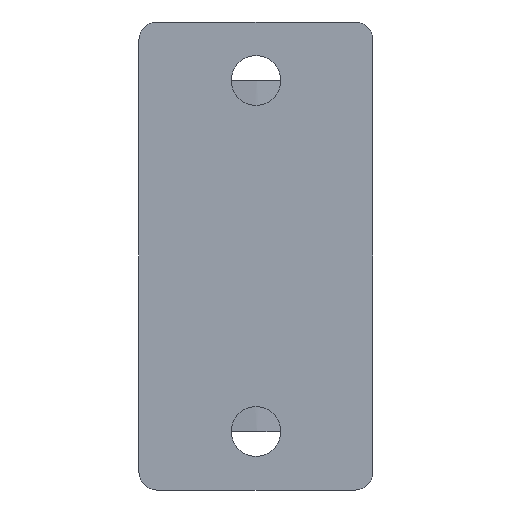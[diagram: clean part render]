
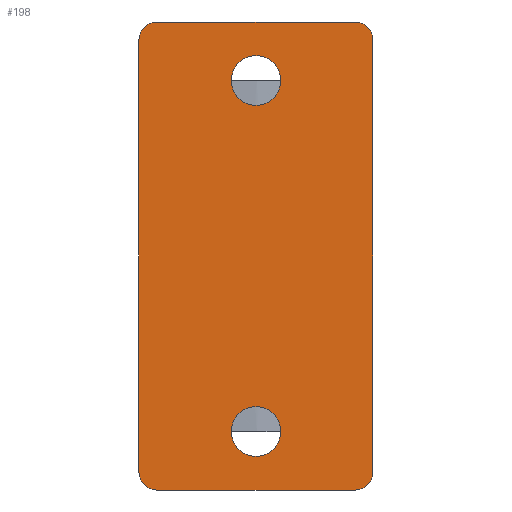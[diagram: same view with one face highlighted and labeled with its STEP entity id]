
A CAD part, front view. The second image highlights one B-rep face of the part: STEP entity #198.
In plain terms, the highlighted planar face has unit normal (0, -1, 0).
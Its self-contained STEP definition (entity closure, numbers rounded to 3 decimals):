
#11 = FACE_OUTER_BOUND ( 'NONE', #651, .T. ) ;
#18 = DIRECTION ( 'NONE',  ( 0., 1., 0. ) ) ;
#45 = ORIENTED_EDGE ( 'NONE', *, *, #305, .F. ) ;
#54 = AXIS2_PLACEMENT_3D ( 'NONE', #1363, #1384, #166 ) ;
#59 = ORIENTED_EDGE ( 'NONE', *, *, #894, .F. ) ;
#90 = EDGE_LOOP ( 'NONE', ( #1309, #657 ) ) ;
#111 = CARTESIAN_POINT ( 'NONE',  ( -20., 0., 37. ) ) ;
#117 = CARTESIAN_POINT ( 'NONE',  ( -20., 0., 37. ) ) ;
#129 = DIRECTION ( 'NONE',  ( 0., 0., 1. ) ) ;
#156 = DIRECTION ( 'NONE',  ( 0., 0., 1. ) ) ;
#166 = DIRECTION ( 'NONE',  ( 0., 0., 1. ) ) ;
#172 = AXIS2_PLACEMENT_3D ( 'NONE', #1093, #322, #1301 ) ;
#175 = DIRECTION ( 'NONE',  ( 0., 1., 0. ) ) ;
#188 = CARTESIAN_POINT ( 'NONE',  ( 0., 0., 30. ) ) ;
#198 = ADVANCED_FACE ( 'NONE', ( #11, #450, #1346 ), #239, .F. ) ;
#204 = VERTEX_POINT ( 'NONE', #457 ) ;
#214 = CIRCLE ( 'NONE', #1398, 4.25 ) ;
#224 = ORIENTED_EDGE ( 'NONE', *, *, #496, .F. ) ;
#234 = AXIS2_PLACEMENT_3D ( 'NONE', #188, #604, #943 ) ;
#239 = PLANE ( 'NONE',  #814 ) ;
#242 = EDGE_CURVE ( 'NONE', #1373, #204, #1324, .T. ) ;
#247 = AXIS2_PLACEMENT_3D ( 'NONE', #1048, #175, #1269 ) ;
#277 = DIRECTION ( 'NONE',  ( 0., 1., 0. ) ) ;
#280 = VERTEX_POINT ( 'NONE', #711 ) ;
#282 = DIRECTION ( 'NONE',  ( 0., 0., 1. ) ) ;
#283 = EDGE_CURVE ( 'NONE', #426, #280, #318, .T. ) ;
#288 = EDGE_CURVE ( 'NONE', #852, #1415, #458, .T. ) ;
#305 = EDGE_CURVE ( 'NONE', #1256, #510, #1178, .T. ) ;
#318 = CIRCLE ( 'NONE', #369, 4.25 ) ;
#322 = DIRECTION ( 'NONE',  ( 0., 1., 0. ) ) ;
#369 = AXIS2_PLACEMENT_3D ( 'NONE', #1185, #277, #282 ) ;
#378 = ORIENTED_EDGE ( 'NONE', *, *, #1184, .T. ) ;
#381 = CARTESIAN_POINT ( 'NONE',  ( 17., 0., -37. ) ) ;
#415 = VECTOR ( 'NONE', #1002, 1000. ) ;
#419 = ORIENTED_EDGE ( 'NONE', *, *, #1272, .F. ) ;
#426 = VERTEX_POINT ( 'NONE', #1338 ) ;
#432 = LINE ( 'NONE', #1423, #1187 ) ;
#439 = CARTESIAN_POINT ( 'NONE',  ( -17., 0., 40. ) ) ;
#443 = CARTESIAN_POINT ( 'NONE',  ( -17., 0., -40. ) ) ;
#450 = FACE_BOUND ( 'NONE', #90, .T. ) ;
#457 = CARTESIAN_POINT ( 'NONE',  ( 17., 0., 40. ) ) ;
#458 = CIRCLE ( 'NONE', #234, 4.25 ) ;
#488 = VECTOR ( 'NONE', #641, 1000. ) ;
#496 = EDGE_CURVE ( 'NONE', #510, #1132, #1434, .T. ) ;
#510 = VERTEX_POINT ( 'NONE', #771 ) ;
#517 = EDGE_CURVE ( 'NONE', #1116, #1387, #547, .T. ) ;
#547 = LINE ( 'NONE', #111, #1350 ) ;
#561 = CIRCLE ( 'NONE', #172, 4.25 ) ;
#579 = CARTESIAN_POINT ( 'NONE',  ( 20., 0., -37. ) ) ;
#586 = VERTEX_POINT ( 'NONE', #1134 ) ;
#604 = DIRECTION ( 'NONE',  ( 0., 1., 0. ) ) ;
#641 = DIRECTION ( 'NONE',  ( -1., 0., 0. ) ) ;
#651 = EDGE_LOOP ( 'NONE', ( #949, #804, #59, #810, #419, #224, #45, #959 ) ) ;
#657 = ORIENTED_EDGE ( 'NONE', *, *, #288, .T. ) ;
#682 = CARTESIAN_POINT ( 'NONE',  ( 17., 0., 37. ) ) ;
#711 = CARTESIAN_POINT ( 'NONE',  ( 0., 0., -34.25 ) ) ;
#713 = CIRCLE ( 'NONE', #54, 3. ) ;
#753 = CARTESIAN_POINT ( 'NONE',  ( -17., 0., -40. ) ) ;
#771 = CARTESIAN_POINT ( 'NONE',  ( 17., 0., -40. ) ) ;
#782 = DIRECTION ( 'NONE',  ( 0., 0., -1. ) ) ;
#785 = DIRECTION ( 'NONE',  ( 0., 0., 1. ) ) ;
#804 = ORIENTED_EDGE ( 'NONE', *, *, #242, .F. ) ;
#807 = DIRECTION ( 'NONE',  ( 0., 0., -1. ) ) ;
#810 = ORIENTED_EDGE ( 'NONE', *, *, #517, .F. ) ;
#814 = AXIS2_PLACEMENT_3D ( 'NONE', #682, #1118, #129 ) ;
#849 = EDGE_CURVE ( 'NONE', #204, #586, #713, .T. ) ;
#852 = VERTEX_POINT ( 'NONE', #958 ) ;
#873 = CIRCLE ( 'NONE', #247, 3. ) ;
#894 = EDGE_CURVE ( 'NONE', #1387, #1373, #873, .T. ) ;
#896 = CARTESIAN_POINT ( 'NONE',  ( -17., 0., 40. ) ) ;
#898 = CIRCLE ( 'NONE', #1379, 3. ) ;
#907 = DIRECTION ( 'NONE',  ( 0., 1., 0. ) ) ;
#943 = DIRECTION ( 'NONE',  ( 0., 0., 1. ) ) ;
#949 = ORIENTED_EDGE ( 'NONE', *, *, #849, .F. ) ;
#958 = CARTESIAN_POINT ( 'NONE',  ( 0., 0., 34.25 ) ) ;
#959 = ORIENTED_EDGE ( 'NONE', *, *, #1038, .F. ) ;
#1002 = DIRECTION ( 'NONE',  ( 1., 0., 0. ) ) ;
#1038 = EDGE_CURVE ( 'NONE', #586, #1256, #432, .T. ) ;
#1039 = DIRECTION ( 'NONE',  ( 0., 1., 0. ) ) ;
#1044 = AXIS2_PLACEMENT_3D ( 'NONE', #381, #1039, #156 ) ;
#1048 = CARTESIAN_POINT ( 'NONE',  ( -17., 0., 37. ) ) ;
#1088 = CARTESIAN_POINT ( 'NONE',  ( -20., 0., -37. ) ) ;
#1093 = CARTESIAN_POINT ( 'NONE',  ( 0., 0., -30. ) ) ;
#1101 = DIRECTION ( 'NONE',  ( 0., 0., 1. ) ) ;
#1114 = CARTESIAN_POINT ( 'NONE',  ( 0., 0., 30. ) ) ;
#1116 = VERTEX_POINT ( 'NONE', #1088 ) ;
#1118 = DIRECTION ( 'NONE',  ( 0., 1., 0. ) ) ;
#1132 = VERTEX_POINT ( 'NONE', #753 ) ;
#1134 = CARTESIAN_POINT ( 'NONE',  ( 20., 0., 37. ) ) ;
#1175 = ORIENTED_EDGE ( 'NONE', *, *, #283, .T. ) ;
#1178 = CIRCLE ( 'NONE', #1044, 3. ) ;
#1184 = EDGE_CURVE ( 'NONE', #280, #426, #561, .T. ) ;
#1185 = CARTESIAN_POINT ( 'NONE',  ( 0., 0., -30. ) ) ;
#1187 = VECTOR ( 'NONE', #807, 1000. ) ;
#1256 = VERTEX_POINT ( 'NONE', #579 ) ;
#1265 = CARTESIAN_POINT ( 'NONE',  ( 0., 0., 25.75 ) ) ;
#1269 = DIRECTION ( 'NONE',  ( 0., 0., 1. ) ) ;
#1272 = EDGE_CURVE ( 'NONE', #1132, #1116, #898, .T. ) ;
#1301 = DIRECTION ( 'NONE',  ( 0., 0., 1. ) ) ;
#1309 = ORIENTED_EDGE ( 'NONE', *, *, #1314, .T. ) ;
#1314 = EDGE_CURVE ( 'NONE', #1415, #852, #214, .T. ) ;
#1324 = LINE ( 'NONE', #439, #415 ) ;
#1336 = CARTESIAN_POINT ( 'NONE',  ( -17., 0., -37. ) ) ;
#1338 = CARTESIAN_POINT ( 'NONE',  ( 0., 0., -25.75 ) ) ;
#1346 = FACE_BOUND ( 'NONE', #1397, .T. ) ;
#1350 = VECTOR ( 'NONE', #785, 1000. ) ;
#1363 = CARTESIAN_POINT ( 'NONE',  ( 17., 0., 37. ) ) ;
#1373 = VERTEX_POINT ( 'NONE', #896 ) ;
#1379 = AXIS2_PLACEMENT_3D ( 'NONE', #1336, #907, #782 ) ;
#1384 = DIRECTION ( 'NONE',  ( 0., 1., 0. ) ) ;
#1387 = VERTEX_POINT ( 'NONE', #117 ) ;
#1397 = EDGE_LOOP ( 'NONE', ( #378, #1175 ) ) ;
#1398 = AXIS2_PLACEMENT_3D ( 'NONE', #1114, #18, #1101 ) ;
#1415 = VERTEX_POINT ( 'NONE', #1265 ) ;
#1423 = CARTESIAN_POINT ( 'NONE',  ( 20., 0., 37. ) ) ;
#1434 = LINE ( 'NONE', #443, #488 ) ;
